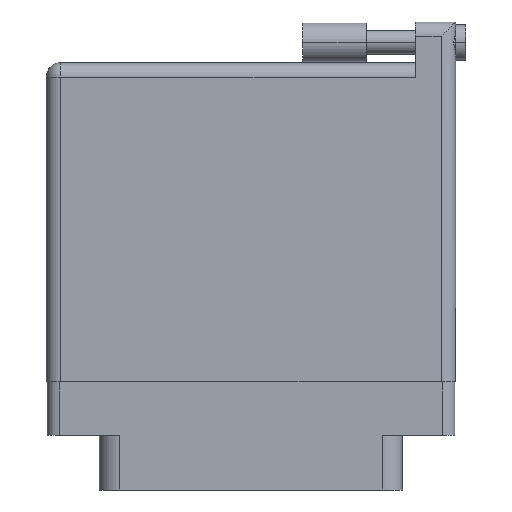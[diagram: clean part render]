
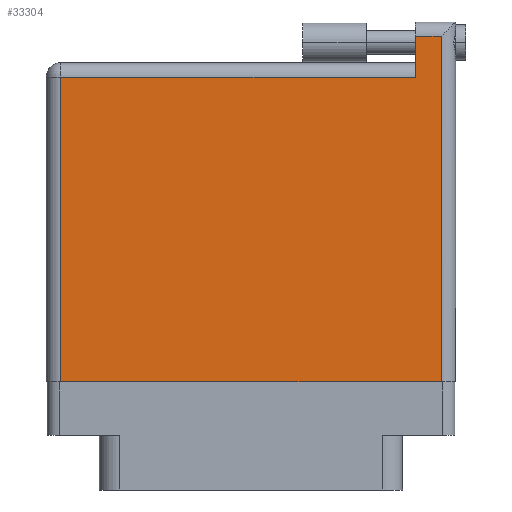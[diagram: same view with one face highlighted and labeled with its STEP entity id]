
A CAD part, front view. The second image highlights one B-rep face of the part: STEP entity #33304.
In plain terms, the highlighted face is planar.
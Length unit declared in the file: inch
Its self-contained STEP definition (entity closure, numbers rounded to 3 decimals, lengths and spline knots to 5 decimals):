
#1500 = CARTESIAN_POINT ( 'NONE',  ( 1.938, 1.766, 0. ) ) ;
#1551 = CARTESIAN_POINT ( 'NONE',  ( 0., 1.496, 0. ) ) ;
#1554 = VECTOR ( 'NONE', #25319, 39.37008 ) ;
#1740 = VECTOR ( 'NONE', #37564, 39.37008 ) ;
#2993 = EDGE_CURVE ( 'NONE', #11799, #19733, #35239, .T. ) ;
#4053 = LINE ( 'NONE', #9987, #1740 ) ;
#4796 = VECTOR ( 'NONE', #8573, 39.37008 ) ;
#5821 = VECTOR ( 'NONE', #25494, 39.37008 ) ;
#5901 = ORIENTED_EDGE ( 'NONE', *, *, #8823, .T. ) ;
#5997 = ORIENTED_EDGE ( 'NONE', *, *, #31400, .T. ) ;
#8573 = DIRECTION ( 'NONE',  ( -1., 0., 0. ) ) ;
#8823 = EDGE_CURVE ( 'NONE', #19733, #15327, #37427, .T. ) ;
#9012 = CARTESIAN_POINT ( 'NONE',  ( 0.07, 1.496, 0. ) ) ;
#9987 = CARTESIAN_POINT ( 'NONE',  ( 0.07, 0., 0. ) ) ;
#11799 = VERTEX_POINT ( 'NONE', #30128 ) ;
#12887 = VERTEX_POINT ( 'NONE', #24062 ) ;
#13884 = CARTESIAN_POINT ( 'NONE',  ( 0., 0., 0. ) ) ;
#14379 = CARTESIAN_POINT ( 'NONE',  ( 1.811, 1.496, 0. ) ) ;
#15327 = VERTEX_POINT ( 'NONE', #14379 ) ;
#15432 = VECTOR ( 'NONE', #38446, 39.37008 ) ;
#15927 = CARTESIAN_POINT ( 'NONE',  ( 1.938, 0., 0. ) ) ;
#16468 = PLANE ( 'NONE',  #34523 ) ;
#17435 = EDGE_CURVE ( 'NONE', #32205, #12887, #4053, .T. ) ;
#18035 = ORIENTED_EDGE ( 'NONE', *, *, #17435, .T. ) ;
#18515 = LINE ( 'NONE', #1551, #5821 ) ;
#19011 = VECTOR ( 'NONE', #32273, 39.37008 ) ;
#19733 = VERTEX_POINT ( 'NONE', #34007 ) ;
#21949 = CARTESIAN_POINT ( 'NONE',  ( 0., 1.566, 0. ) ) ;
#22799 = ORIENTED_EDGE ( 'NONE', *, *, #34644, .T. ) ;
#23501 = CARTESIAN_POINT ( 'NONE',  ( 0., 1.696, 0. ) ) ;
#24062 = CARTESIAN_POINT ( 'NONE',  ( 0.07, 0., 0. ) ) ;
#24390 = ORIENTED_EDGE ( 'NONE', *, *, #2993, .T. ) ;
#25319 = DIRECTION ( 'NONE',  ( 0., 1., 0. ) ) ;
#25494 = DIRECTION ( 'NONE',  ( -1., 0., 0. ) ) ;
#27222 = VERTEX_POINT ( 'NONE', #15927 ) ;
#28339 = DIRECTION ( 'NONE',  ( 0., 0., -1. ) ) ;
#30128 = CARTESIAN_POINT ( 'NONE',  ( 1.938, 1.696, 0. ) ) ;
#31330 = DIRECTION ( 'NONE',  ( -1., 0., 0. ) ) ;
#31400 = EDGE_CURVE ( 'NONE', #27222, #11799, #32864, .T. ) ;
#31650 = EDGE_LOOP ( 'NONE', ( #22799, #5997, #24390, #5901, #37675, #18035 ) ) ;
#32205 = VERTEX_POINT ( 'NONE', #9012 ) ;
#32273 = DIRECTION ( 'NONE',  ( 1., 0., 0. ) ) ;
#32864 = LINE ( 'NONE', #1500, #1554 ) ;
#33304 = ADVANCED_FACE ( 'NONE', ( #38352 ), #16468, .F. ) ;
#34007 = CARTESIAN_POINT ( 'NONE',  ( 1.811, 1.696, 0. ) ) ;
#34459 = LINE ( 'NONE', #13884, #19011 ) ;
#34523 = AXIS2_PLACEMENT_3D ( 'NONE', #21949, #28339, #31330 ) ;
#34644 = EDGE_CURVE ( 'NONE', #12887, #27222, #34459, .T. ) ;
#35154 = EDGE_CURVE ( 'NONE', #15327, #32205, #18515, .T. ) ;
#35239 = LINE ( 'NONE', #23501, #4796 ) ;
#37427 = LINE ( 'NONE', #38317, #15432 ) ;
#37564 = DIRECTION ( 'NONE',  ( 0., -1., 0. ) ) ;
#37675 = ORIENTED_EDGE ( 'NONE', *, *, #35154, .T. ) ;
#38317 = CARTESIAN_POINT ( 'NONE',  ( 1.811, 1.766, 0. ) ) ;
#38352 = FACE_OUTER_BOUND ( 'NONE', #31650, .T. ) ;
#38446 = DIRECTION ( 'NONE',  ( 0., -1., 0. ) ) ;
